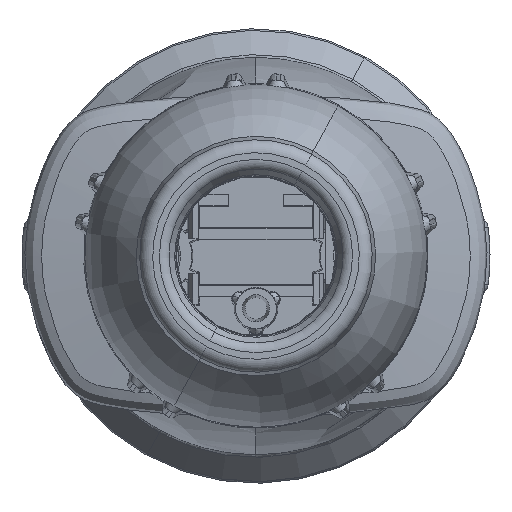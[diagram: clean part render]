
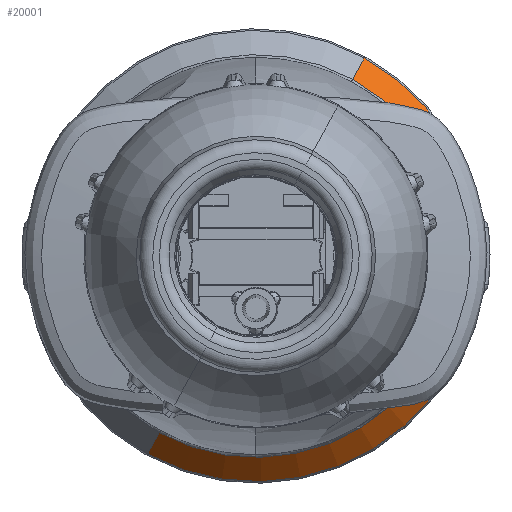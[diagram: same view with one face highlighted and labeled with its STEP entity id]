
A CAD part, left-side view. The second image highlights one B-rep face of the part: STEP entity #20001.
In plain terms, the highlighted face is a revolution surface.
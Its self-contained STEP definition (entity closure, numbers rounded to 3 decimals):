
#19863=AXIS2_PLACEMENT_3D('Circle Axis2P3D',#19861,#19862,$) ;
#19979=AXIS2_PLACEMENT_3D('Circle Axis2P3D',#19977,#19978,$) ;
#19858=CARTESIAN_POINT('Vertex',(-19.715,8.855,-16.209)) ;
#19861=CARTESIAN_POINT('Axis2P3D Location',(-19.715,0.,0.)) ;
#19865=CARTESIAN_POINT('Vertex',(-19.715,-8.855,16.209)) ;
#19951=CARTESIAN_POINT('Control Point',(-17.198,0.,20.698)) ;
#19952=CARTESIAN_POINT('Control Point',(-17.689,0.,20.263)) ;
#19953=CARTESIAN_POINT('Control Point',(-18.184,0.,19.825)) ;
#19954=CARTESIAN_POINT('Control Point',(-18.685,0.,19.382)) ;
#19955=CARTESIAN_POINT('Control Point',(-19.194,0.,18.932)) ;
#19956=CARTESIAN_POINT('Control Point',(-19.712,0.,18.474)) ;
#19957=CARTESIAN_POINT('Control Point',(-19.713,0.,18.473)) ;
#19958=CARTESIAN_POINT('Control Point',(-19.714,0.,18.471)) ;
#19959=CARTESIAN_POINT('Control Point',(-19.715,0.,18.47)) ;
#19960=CARTESIAN_POINT('Axis1P Location',(-10.184,0.,0.)) ;
#19965=CARTESIAN_POINT('Control Point',(-17.198,9.923,-18.164)) ;
#19966=CARTESIAN_POINT('Control Point',(-17.689,9.715,-17.783)) ;
#19967=CARTESIAN_POINT('Control Point',(-18.184,9.505,-17.398)) ;
#19968=CARTESIAN_POINT('Control Point',(-18.685,9.292,-17.01)) ;
#19969=CARTESIAN_POINT('Control Point',(-19.194,9.076,-16.614)) ;
#19970=CARTESIAN_POINT('Control Point',(-19.712,8.857,-16.212)) ;
#19971=CARTESIAN_POINT('Control Point',(-19.713,8.856,-16.211)) ;
#19972=CARTESIAN_POINT('Control Point',(-19.714,8.856,-16.21)) ;
#19973=CARTESIAN_POINT('Control Point',(-19.715,8.855,-16.209)) ;
#19974=CARTESIAN_POINT('Vertex',(-17.198,9.923,-18.164)) ;
#19977=CARTESIAN_POINT('Axis2P3D Location',(-17.198,0.,0.)) ;
#19981=CARTESIAN_POINT('Vertex',(-17.198,-9.923,18.164)) ;
#19985=CARTESIAN_POINT('Control Point',(-17.198,-9.923,18.164)) ;
#19986=CARTESIAN_POINT('Control Point',(-17.689,-9.715,17.783)) ;
#19987=CARTESIAN_POINT('Control Point',(-18.184,-9.505,17.398)) ;
#19988=CARTESIAN_POINT('Control Point',(-18.685,-9.292,17.01)) ;
#19989=CARTESIAN_POINT('Control Point',(-19.194,-9.076,16.614)) ;
#19990=CARTESIAN_POINT('Control Point',(-19.712,-8.857,16.212)) ;
#19991=CARTESIAN_POINT('Control Point',(-19.713,-8.856,16.211)) ;
#19992=CARTESIAN_POINT('Control Point',(-19.714,-8.856,16.21)) ;
#19993=CARTESIAN_POINT('Control Point',(-19.715,-8.855,16.209)) ;
#19862=DIRECTION('Axis2P3D Direction',(1.,0.,0.)) ;
#19961=DIRECTION('Axis1P Direction',(1.,0.,0.)) ;
#19978=DIRECTION('Axis2P3D Direction',(1.,0.,0.)) ;
#19962=AXIS1_PLACEMENT('Revolution Surface Axis1P',#19960,#19961) ;
#19996=ORIENTED_EDGE('',*,*,#19976,.T.) ;
#19997=ORIENTED_EDGE('',*,*,#19983,.F.) ;
#19998=ORIENTED_EDGE('',*,*,#19994,.F.) ;
#19999=ORIENTED_EDGE('',*,*,#19867,.T.) ;
#20001=ADVANCED_FACE('050444 _AllCATPart.1',(#20000),#19963,.F.) ;
#19950=B_SPLINE_CURVE_WITH_KNOTS('',5,(#19951,#19952,#19953,#19954,#19955,#19956,#19957,#19958,#19959),.UNSPECIFIED.,.F.,.U.,(6,3,6),(0.077,4.945,4.956),.UNSPECIFIED.) ;
#19964=B_SPLINE_CURVE_WITH_KNOTS('',5,(#19965,#19966,#19967,#19968,#19969,#19970,#19971,#19972,#19973),.UNSPECIFIED.,.F.,.U.,(6,3,6),(0.077,4.945,4.956),.UNSPECIFIED.) ;
#19984=B_SPLINE_CURVE_WITH_KNOTS('',5,(#19985,#19986,#19987,#19988,#19989,#19990,#19991,#19992,#19993),.UNSPECIFIED.,.F.,.U.,(6,3,6),(0.077,4.945,4.956),.UNSPECIFIED.) ;
#19864=CIRCLE('generated circle',#19863,18.47) ;
#19980=CIRCLE('generated circle',#19979,20.698) ;
#19867=EDGE_CURVE('',#19866,#19859,#19864,.T.) ;
#19976=EDGE_CURVE('',#19859,#19975,#19964,.F.) ;
#19983=EDGE_CURVE('',#19982,#19975,#19980,.T.) ;
#19994=EDGE_CURVE('',#19866,#19982,#19984,.F.) ;
#19995=EDGE_LOOP('',(#19996,#19997,#19998,#19999)) ;
#20000=FACE_OUTER_BOUND('',#19995,.T.) ;
#19963=SURFACE_OF_REVOLUTION('Surface of Revolution',#19950,#19962) ;
#19859=VERTEX_POINT('',#19858) ;
#19866=VERTEX_POINT('',#19865) ;
#19975=VERTEX_POINT('',#19974) ;
#19982=VERTEX_POINT('',#19981) ;
